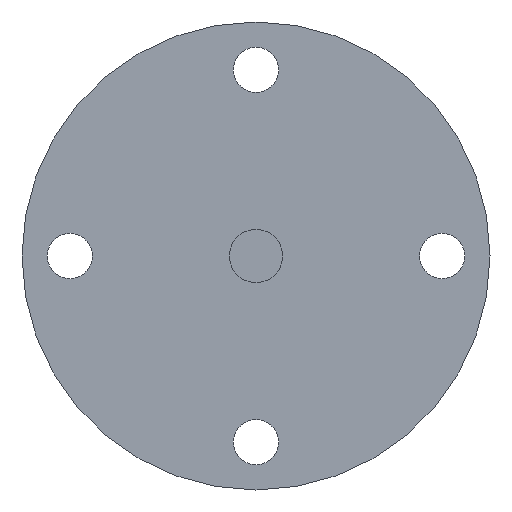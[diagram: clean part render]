
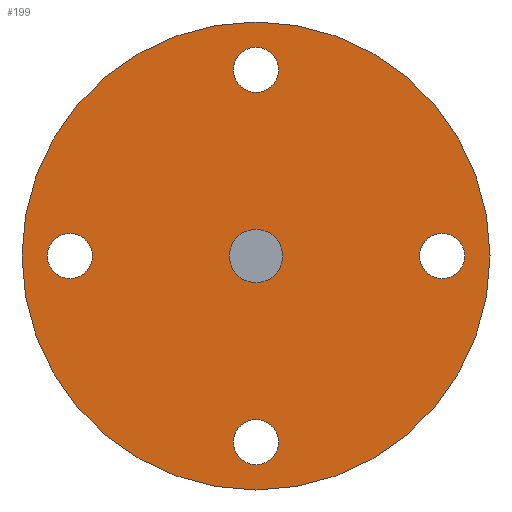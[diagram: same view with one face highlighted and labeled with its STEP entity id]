
A CAD part, left-side view. The second image highlights one B-rep face of the part: STEP entity #199.
In plain terms, the highlighted planar face has unit normal (-1, 0, 0).
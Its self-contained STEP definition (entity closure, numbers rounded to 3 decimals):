
#8 = EDGE_CURVE ( 'NONE', #316, #358, #433, .T. ) ;
#14 = CIRCLE ( 'NONE', #86, 4.25 ) ;
#19 = CARTESIAN_POINT ( 'NONE',  ( 100., -35., 0. ) ) ;
#20 = AXIS2_PLACEMENT_3D ( 'NONE', #208, #123, #164 ) ;
#21 = ORIENTED_EDGE ( 'NONE', *, *, #154, .F. ) ;
#24 = EDGE_CURVE ( 'NONE', #381, #63, #458, .T. ) ;
#28 = VERTEX_POINT ( 'NONE', #382 ) ;
#33 = CARTESIAN_POINT ( 'NONE',  ( 100., 35., 0. ) ) ;
#34 = EDGE_CURVE ( 'NONE', #465, #35, #14, .T. ) ;
#35 = VERTEX_POINT ( 'NONE', #241 ) ;
#39 = CARTESIAN_POINT ( 'NONE',  ( 100., 0., 0. ) ) ;
#40 = EDGE_LOOP ( 'NONE', ( #202, #393 ) ) ;
#47 = CARTESIAN_POINT ( 'NONE',  ( 100., -35., -4.25 ) ) ;
#51 = DIRECTION ( 'NONE',  ( 0., 0., -1. ) ) ;
#54 = CIRCLE ( 'NONE', #196, 4.25 ) ;
#55 = DIRECTION ( 'NONE',  ( 1., 0., 0. ) ) ;
#63 = VERTEX_POINT ( 'NONE', #309 ) ;
#74 = DIRECTION ( 'NONE',  ( 0., 0., -1. ) ) ;
#78 = DIRECTION ( 'NONE',  ( 0., 0., -1. ) ) ;
#81 = EDGE_CURVE ( 'NONE', #28, #515, #466, .T. ) ;
#83 = AXIS2_PLACEMENT_3D ( 'NONE', #467, #249, #430 ) ;
#85 = CARTESIAN_POINT ( 'NONE',  ( 100., 35., 0. ) ) ;
#86 = AXIS2_PLACEMENT_3D ( 'NONE', #33, #337, #114 ) ;
#89 = CARTESIAN_POINT ( 'NONE',  ( 100., 0., -44. ) ) ;
#90 = EDGE_CURVE ( 'NONE', #477, #138, #104, .T. ) ;
#103 = DIRECTION ( 'NONE',  ( 1., 0., 0. ) ) ;
#104 = CIRCLE ( 'NONE', #20, 4.25 ) ;
#109 = DIRECTION ( 'NONE',  ( 1., 0., 0. ) ) ;
#110 = AXIS2_PLACEMENT_3D ( 'NONE', #359, #437, #125 ) ;
#114 = DIRECTION ( 'NONE',  ( 0., 0., -1. ) ) ;
#123 = DIRECTION ( 'NONE',  ( 1., 0., 0. ) ) ;
#124 = FACE_BOUND ( 'NONE', #446, .T. ) ;
#125 = DIRECTION ( 'NONE',  ( 0., -1., 0. ) ) ;
#133 = FACE_OUTER_BOUND ( 'NONE', #499, .T. ) ;
#138 = VERTEX_POINT ( 'NONE', #206 ) ;
#139 = AXIS2_PLACEMENT_3D ( 'NONE', #233, #148, #331 ) ;
#140 = DIRECTION ( 'NONE',  ( 0., 0., 1. ) ) ;
#144 = ORIENTED_EDGE ( 'NONE', *, *, #90, .T. ) ;
#147 = VERTEX_POINT ( 'NONE', #512 ) ;
#148 = DIRECTION ( 'NONE',  ( 1., 0., 0. ) ) ;
#154 = EDGE_CURVE ( 'NONE', #358, #316, #238, .T. ) ;
#155 = DIRECTION ( 'NONE',  ( 0., 0., 1. ) ) ;
#157 = DIRECTION ( 'NONE',  ( 1., 0., 0. ) ) ;
#164 = DIRECTION ( 'NONE',  ( 0., 1., 0. ) ) ;
#180 = CARTESIAN_POINT ( 'NONE',  ( 100., 35., 4.25 ) ) ;
#184 = ORIENTED_EDGE ( 'NONE', *, *, #388, .T. ) ;
#196 = AXIS2_PLACEMENT_3D ( 'NONE', #19, #109, #155 ) ;
#199 = ADVANCED_FACE ( 'NONE', ( #124, #355, #434, #519, #227, #133 ), #510, .F. ) ;
#202 = ORIENTED_EDGE ( 'NONE', *, *, #471, .T. ) ;
#206 = CARTESIAN_POINT ( 'NONE',  ( 100., -4.25, 35. ) ) ;
#208 = CARTESIAN_POINT ( 'NONE',  ( 100., 0., 35. ) ) ;
#213 = ORIENTED_EDGE ( 'NONE', *, *, #24, .T. ) ;
#217 = AXIS2_PLACEMENT_3D ( 'NONE', #85, #55, #51 ) ;
#227 = FACE_BOUND ( 'NONE', #40, .T. ) ;
#233 = CARTESIAN_POINT ( 'NONE',  ( 100., 0., 35. ) ) ;
#238 = CIRCLE ( 'NONE', #452, 44. ) ;
#239 = CARTESIAN_POINT ( 'NONE',  ( 100., 0., 0. ) ) ;
#241 = CARTESIAN_POINT ( 'NONE',  ( 100., 35., -4.25 ) ) ;
#242 = ORIENTED_EDGE ( 'NONE', *, *, #8, .F. ) ;
#246 = VERTEX_POINT ( 'NONE', #47 ) ;
#249 = DIRECTION ( 'NONE',  ( 1., 0., 0. ) ) ;
#252 = CIRCLE ( 'NONE', #139, 4.25 ) ;
#262 = CARTESIAN_POINT ( 'NONE',  ( 100., 4.25, -35. ) ) ;
#266 = EDGE_CURVE ( 'NONE', #63, #381, #348, .T. ) ;
#270 = EDGE_LOOP ( 'NONE', ( #352, #406 ) ) ;
#288 = EDGE_LOOP ( 'NONE', ( #184, #318 ) ) ;
#297 = EDGE_CURVE ( 'NONE', #35, #465, #335, .T. ) ;
#305 = DIRECTION ( 'NONE',  ( 0., 0., -1. ) ) ;
#309 = CARTESIAN_POINT ( 'NONE',  ( 100., -4.25, -35. ) ) ;
#310 = EDGE_LOOP ( 'NONE', ( #485, #213 ) ) ;
#316 = VERTEX_POINT ( 'NONE', #404 ) ;
#318 = ORIENTED_EDGE ( 'NONE', *, *, #532, .T. ) ;
#327 = CARTESIAN_POINT ( 'NONE',  ( 100., 0., 0. ) ) ;
#331 = DIRECTION ( 'NONE',  ( 0., 1., 0. ) ) ;
#334 = AXIS2_PLACEMENT_3D ( 'NONE', #528, #103, #140 ) ;
#335 = CIRCLE ( 'NONE', #217, 4.25 ) ;
#337 = DIRECTION ( 'NONE',  ( 1., 0., 0. ) ) ;
#348 = CIRCLE ( 'NONE', #110, 4.25 ) ;
#352 = ORIENTED_EDGE ( 'NONE', *, *, #297, .T. ) ;
#355 = FACE_BOUND ( 'NONE', #288, .T. ) ;
#358 = VERTEX_POINT ( 'NONE', #89 ) ;
#359 = CARTESIAN_POINT ( 'NONE',  ( 100., 0., -35. ) ) ;
#369 = CARTESIAN_POINT ( 'NONE',  ( 100., 4.25, 35. ) ) ;
#381 = VERTEX_POINT ( 'NONE', #262 ) ;
#382 = CARTESIAN_POINT ( 'NONE',  ( 100., 0., -5. ) ) ;
#388 = EDGE_CURVE ( 'NONE', #147, #246, #414, .T. ) ;
#393 = ORIENTED_EDGE ( 'NONE', *, *, #81, .T. ) ;
#397 = DIRECTION ( 'NONE',  ( 1., 0., 0. ) ) ;
#404 = CARTESIAN_POINT ( 'NONE',  ( 100., 0., 44. ) ) ;
#406 = ORIENTED_EDGE ( 'NONE', *, *, #34, .T. ) ;
#414 = CIRCLE ( 'NONE', #334, 4.25 ) ;
#417 = CIRCLE ( 'NONE', #547, 5. ) ;
#420 = AXIS2_PLACEMENT_3D ( 'NONE', #39, #397, #78 ) ;
#430 = DIRECTION ( 'NONE',  ( 0., 0., -1. ) ) ;
#433 = CIRCLE ( 'NONE', #445, 44. ) ;
#434 = FACE_BOUND ( 'NONE', #310, .T. ) ;
#437 = DIRECTION ( 'NONE',  ( 1., 0., 0. ) ) ;
#445 = AXIS2_PLACEMENT_3D ( 'NONE', #239, #548, #74 ) ;
#446 = EDGE_LOOP ( 'NONE', ( #144, #449 ) ) ;
#449 = ORIENTED_EDGE ( 'NONE', *, *, #502, .T. ) ;
#451 = CARTESIAN_POINT ( 'NONE',  ( 100., 0., 5. ) ) ;
#452 = AXIS2_PLACEMENT_3D ( 'NONE', #514, #549, #305 ) ;
#458 = CIRCLE ( 'NONE', #543, 4.25 ) ;
#465 = VERTEX_POINT ( 'NONE', #180 ) ;
#466 = CIRCLE ( 'NONE', #83, 5. ) ;
#467 = CARTESIAN_POINT ( 'NONE',  ( 100., 0., 0. ) ) ;
#471 = EDGE_CURVE ( 'NONE', #515, #28, #417, .T. ) ;
#477 = VERTEX_POINT ( 'NONE', #369 ) ;
#482 = DIRECTION ( 'NONE',  ( 1., 0., 0. ) ) ;
#485 = ORIENTED_EDGE ( 'NONE', *, *, #266, .T. ) ;
#499 = EDGE_LOOP ( 'NONE', ( #242, #21 ) ) ;
#501 = DIRECTION ( 'NONE',  ( 0., -1., 0. ) ) ;
#502 = EDGE_CURVE ( 'NONE', #138, #477, #252, .T. ) ;
#505 = CARTESIAN_POINT ( 'NONE',  ( 100., 0., -35. ) ) ;
#510 = PLANE ( 'NONE',  #420 ) ;
#512 = CARTESIAN_POINT ( 'NONE',  ( 100., -35., 4.25 ) ) ;
#514 = CARTESIAN_POINT ( 'NONE',  ( 100., 0., 0. ) ) ;
#515 = VERTEX_POINT ( 'NONE', #451 ) ;
#519 = FACE_BOUND ( 'NONE', #270, .T. ) ;
#524 = DIRECTION ( 'NONE',  ( 0., 0., -1. ) ) ;
#528 = CARTESIAN_POINT ( 'NONE',  ( 100., -35., 0. ) ) ;
#532 = EDGE_CURVE ( 'NONE', #246, #147, #54, .T. ) ;
#543 = AXIS2_PLACEMENT_3D ( 'NONE', #505, #157, #501 ) ;
#547 = AXIS2_PLACEMENT_3D ( 'NONE', #327, #482, #524 ) ;
#548 = DIRECTION ( 'NONE',  ( 1., 0., 0. ) ) ;
#549 = DIRECTION ( 'NONE',  ( 1., 0., 0. ) ) ;
